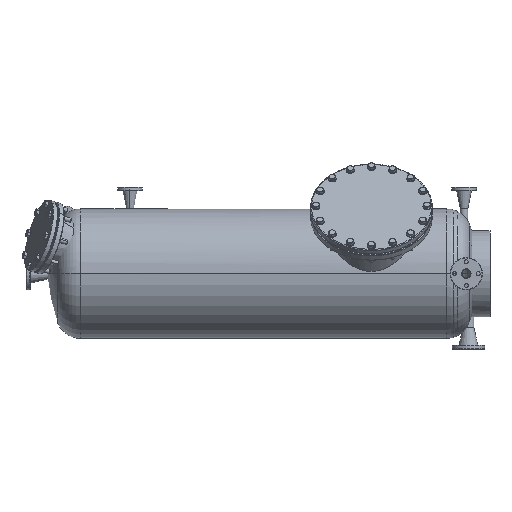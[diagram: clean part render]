
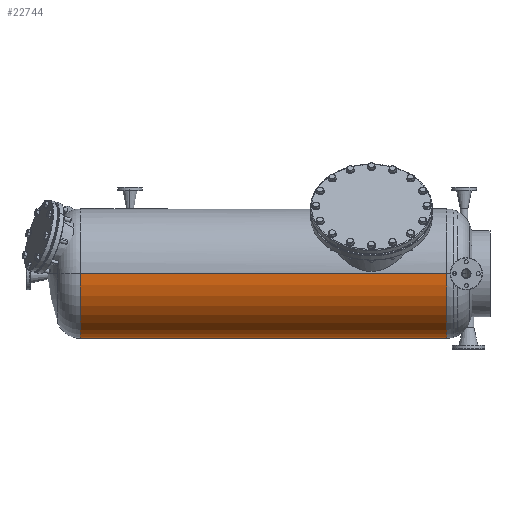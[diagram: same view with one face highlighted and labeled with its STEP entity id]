
A CAD part, left-side view. The second image highlights one B-rep face of the part: STEP entity #22744.
In plain terms, the highlighted cylindrical face has radius 300 mm (diameter 600 mm), a partial arc.
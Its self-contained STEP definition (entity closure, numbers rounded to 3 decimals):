
#776 = CARTESIAN_POINT ( 'NONE',  ( 203.778, 1181.954, 29.066 ) ) ;
#1706 = EDGE_CURVE ( 'NONE', #4181, #28069, #37175, .T. ) ;
#2172 = AXIS2_PLACEMENT_3D ( 'NONE', #18580, #14928, #36055 ) ;
#3528 = FACE_OUTER_BOUND ( 'NONE', #9230, .T. ) ;
#4002 = ORIENTED_EDGE ( 'NONE', *, *, #1706, .F. ) ;
#4181 = VERTEX_POINT ( 'NONE', #15100 ) ;
#6800 = VECTOR ( 'NONE', #8604, 1000. ) ;
#8604 = DIRECTION ( 'NONE',  ( 0., 1., 0. ) ) ;
#8954 = AXIS2_PLACEMENT_3D ( 'NONE', #26559, #33982, #44771 ) ;
#9230 = EDGE_LOOP ( 'NONE', ( #4002, #42330, #42717, #14653 ) ) ;
#10334 = CARTESIAN_POINT ( 'NONE',  ( -396.222, -668.046, 29.066 ) ) ;
#10457 = VECTOR ( 'NONE', #18258, 1000. ) ;
#14653 = ORIENTED_EDGE ( 'NONE', *, *, #18603, .F. ) ;
#14928 = DIRECTION ( 'NONE',  ( 0., 1., 0. ) ) ;
#15100 = CARTESIAN_POINT ( 'NONE',  ( 203.778, -668.046, 29.066 ) ) ;
#15127 = CIRCLE ( 'NONE', #8954, 300. ) ;
#18258 = DIRECTION ( 'NONE',  ( 0., 1., 0. ) ) ;
#18296 = CARTESIAN_POINT ( 'NONE',  ( -96.222, 1181.954, 29.066 ) ) ;
#18580 = CARTESIAN_POINT ( 'NONE',  ( -96.222, 1031.954, 29.066 ) ) ;
#18603 = EDGE_CURVE ( 'NONE', #28069, #33219, #47563, .T. ) ;
#18719 = EDGE_CURVE ( 'NONE', #42239, #33219, #25752, .T. ) ;
#19240 = CARTESIAN_POINT ( 'NONE',  ( 203.778, 1031.954, 29.066 ) ) ;
#22570 = CYLINDRICAL_SURFACE ( 'NONE', #46436, 300. ) ;
#22744 = ADVANCED_FACE ( 'NONE', ( #3528 ), #22570, .T. ) ;
#25752 = LINE ( 'NONE', #44907, #6800 ) ;
#26559 = CARTESIAN_POINT ( 'NONE',  ( -96.222, -668.046, 29.066 ) ) ;
#28069 = VERTEX_POINT ( 'NONE', #19240 ) ;
#33219 = VERTEX_POINT ( 'NONE', #43060 ) ;
#33588 = DIRECTION ( 'NONE',  ( 0., 1., 0. ) ) ;
#33982 = DIRECTION ( 'NONE',  ( 0., 1., 0. ) ) ;
#34762 = DIRECTION ( 'NONE',  ( -1., 0., 0. ) ) ;
#36055 = DIRECTION ( 'NONE',  ( -1., 0., 0. ) ) ;
#37175 = LINE ( 'NONE', #776, #10457 ) ;
#42239 = VERTEX_POINT ( 'NONE', #10334 ) ;
#42330 = ORIENTED_EDGE ( 'NONE', *, *, #44896, .T. ) ;
#42717 = ORIENTED_EDGE ( 'NONE', *, *, #18719, .T. ) ;
#43060 = CARTESIAN_POINT ( 'NONE',  ( -396.222, 1031.954, 29.066 ) ) ;
#44771 = DIRECTION ( 'NONE',  ( -1., 0., 0. ) ) ;
#44896 = EDGE_CURVE ( 'NONE', #4181, #42239, #15127, .T. ) ;
#44907 = CARTESIAN_POINT ( 'NONE',  ( -396.222, 1181.954, 29.066 ) ) ;
#46436 = AXIS2_PLACEMENT_3D ( 'NONE', #18296, #33588, #34762 ) ;
#47563 = CIRCLE ( 'NONE', #2172, 300. ) ;
